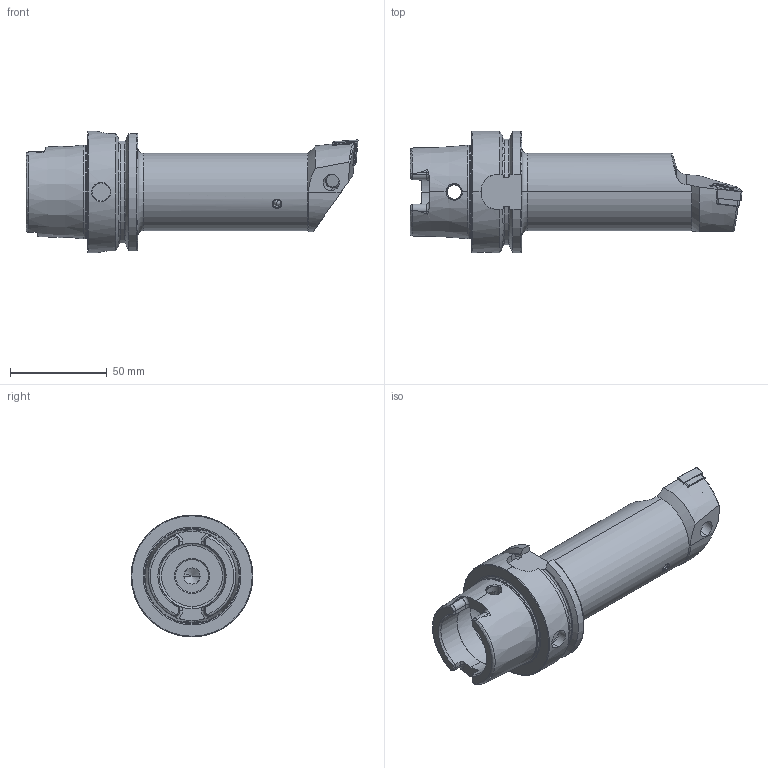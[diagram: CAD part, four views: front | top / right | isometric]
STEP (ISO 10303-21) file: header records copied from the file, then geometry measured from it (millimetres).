
FILE_DESCRIPTION (( 'STEP AP203' ), '1' );
FILE_NAME ('HA6-PCD.LLC.140.STEP', '2012-04-13T14:08:48', ( 'SwiAdmin' ), ( '' ), 'SwSTEP 2.0', 'SolidWorks 2012', '' );
FILE_SCHEMA (( 'CONFIG_CONTROL_DESIGN' ));
Length unit declared in the file: millimetre
Products named in the file (8): HA6-PCD.LLC.140; WCD; WCD-ER3.101.000_A; WCD-ER4.101.017_A; CNMG120404; WCD-ER2.101.003_A; KVT_MB_600_050; HA6-PCD.LLC.140_A
Assembly tree (7 placements, depth 3):
  HA6-PCD.LLC.140
    HA6-PCD.LLC.140_A
    KVT_MB_600_050
    WCD-ER2.101.003_A
    CNMG120404
    WCD
      WCD-ER4.101.017_A
      WCD-ER3.101.000_A
Bounding box: 171.9 x 63 x 63 mm (x, y, z)
Volume: 199822 mm3; surface area: 40576.8 mm2
Topology: 7 solids, 7 shells, 364 faces, 926 edges, 565 vertices
Faces by surface type: plane 113, cylinder 102, cone 94, torus 36, bspline 17, sphere 2
Entity records: 13301 total; most frequent: CARTESIAN_POINT 4063, ORIENTED_EDGE 1818, DIRECTION 1706, EDGE_CURVE 909, AXIS2_PLACEMENT_3D 661, VERTEX_POINT 562, LINE 384, VECTOR 384
